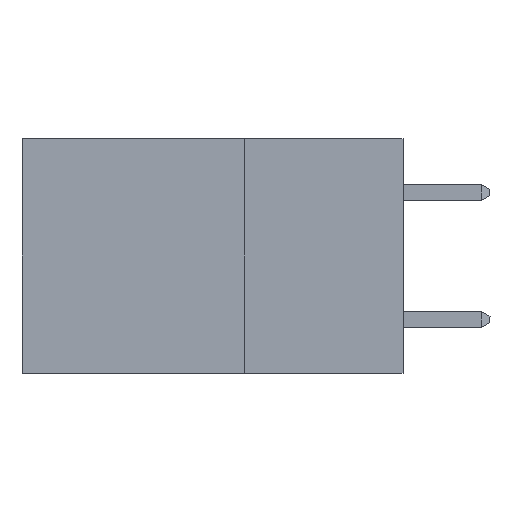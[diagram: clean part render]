
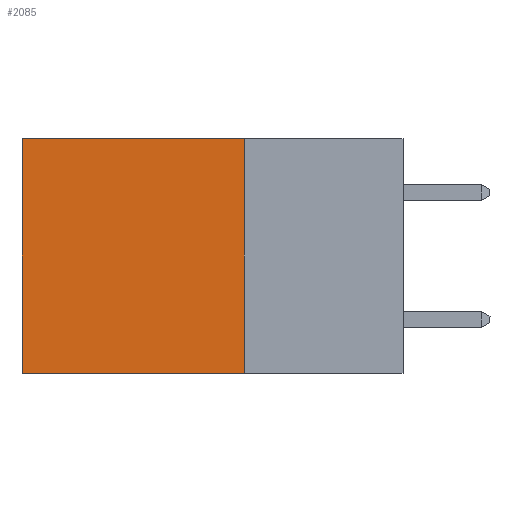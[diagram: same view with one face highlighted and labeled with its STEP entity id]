
A CAD part, left-side view. The second image highlights one B-rep face of the part: STEP entity #2085.
In plain terms, the highlighted planar face has unit normal (-1, 0, 0).
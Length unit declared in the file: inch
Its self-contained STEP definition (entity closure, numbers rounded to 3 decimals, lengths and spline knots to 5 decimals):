
#80 = ORIENTED_EDGE ( 'NONE', *, *, #1511, .F. ) ;
#82 = VECTOR ( 'NONE', #10122, 39.37008 ) ;
#1451 = EDGE_LOOP ( 'NONE', ( #5794, #80, #3949, #3610 ) ) ;
#1511 = EDGE_CURVE ( 'NONE', #4823, #3168, #3232, .T. ) ;
#1723 = AXIS2_PLACEMENT_3D ( 'NONE', #6068, #3639, #5249 ) ;
#1889 = VECTOR ( 'NONE', #5417, 39.37008 ) ;
#2085 = ADVANCED_FACE ( 'NONE', ( #8520 ), #8576, .F. ) ;
#2108 = CARTESIAN_POINT ( 'NONE',  ( 0.2875, 0.25, 0. ) ) ;
#2716 = VERTEX_POINT ( 'NONE', #3184 ) ;
#2917 = EDGE_CURVE ( 'NONE', #10588, #4823, #6894, .T. ) ;
#3048 = CARTESIAN_POINT ( 'NONE',  ( 0.2875, 0.25, 0. ) ) ;
#3168 = VERTEX_POINT ( 'NONE', #7906 ) ;
#3184 = CARTESIAN_POINT ( 'NONE',  ( 0.2875, 0.6, 0. ) ) ;
#3232 = LINE ( 'NONE', #7617, #7555 ) ;
#3288 = VECTOR ( 'NONE', #6225, 39.37008 ) ;
#3562 = CARTESIAN_POINT ( 'NONE',  ( 0.2875, 0.25, 0. ) ) ;
#3610 = ORIENTED_EDGE ( 'NONE', *, *, #9896, .T. ) ;
#3639 = DIRECTION ( 'NONE',  ( 1., 0., 0. ) ) ;
#3750 = LINE ( 'NONE', #3048, #3288 ) ;
#3949 = ORIENTED_EDGE ( 'NONE', *, *, #2917, .F. ) ;
#4248 = DIRECTION ( 'NONE',  ( 0., 1., 0. ) ) ;
#4823 = VERTEX_POINT ( 'NONE', #6863 ) ;
#5249 = DIRECTION ( 'NONE',  ( 0., 0., -1. ) ) ;
#5417 = DIRECTION ( 'NONE',  ( 0., 0., -1. ) ) ;
#5794 = ORIENTED_EDGE ( 'NONE', *, *, #6260, .T. ) ;
#6068 = CARTESIAN_POINT ( 'NONE',  ( 0.2875, 0.25, 0. ) ) ;
#6225 = DIRECTION ( 'NONE',  ( 0., 1., 0. ) ) ;
#6260 = EDGE_CURVE ( 'NONE', #2716, #3168, #7072, .T. ) ;
#6863 = CARTESIAN_POINT ( 'NONE',  ( 0.2875, 0.25, -0.37 ) ) ;
#6894 = LINE ( 'NONE', #2108, #82 ) ;
#7072 = LINE ( 'NONE', #10415, #1889 ) ;
#7555 = VECTOR ( 'NONE', #4248, 39.37008 ) ;
#7617 = CARTESIAN_POINT ( 'NONE',  ( 0.2875, 0.25, -0.37 ) ) ;
#7906 = CARTESIAN_POINT ( 'NONE',  ( 0.2875, 0.6, -0.37 ) ) ;
#8520 = FACE_OUTER_BOUND ( 'NONE', #1451, .T. ) ;
#8576 = PLANE ( 'NONE',  #1723 ) ;
#9896 = EDGE_CURVE ( 'NONE', #10588, #2716, #3750, .T. ) ;
#10122 = DIRECTION ( 'NONE',  ( 0., 0., -1. ) ) ;
#10415 = CARTESIAN_POINT ( 'NONE',  ( 0.2875, 0.6, 0. ) ) ;
#10588 = VERTEX_POINT ( 'NONE', #3562 ) ;
